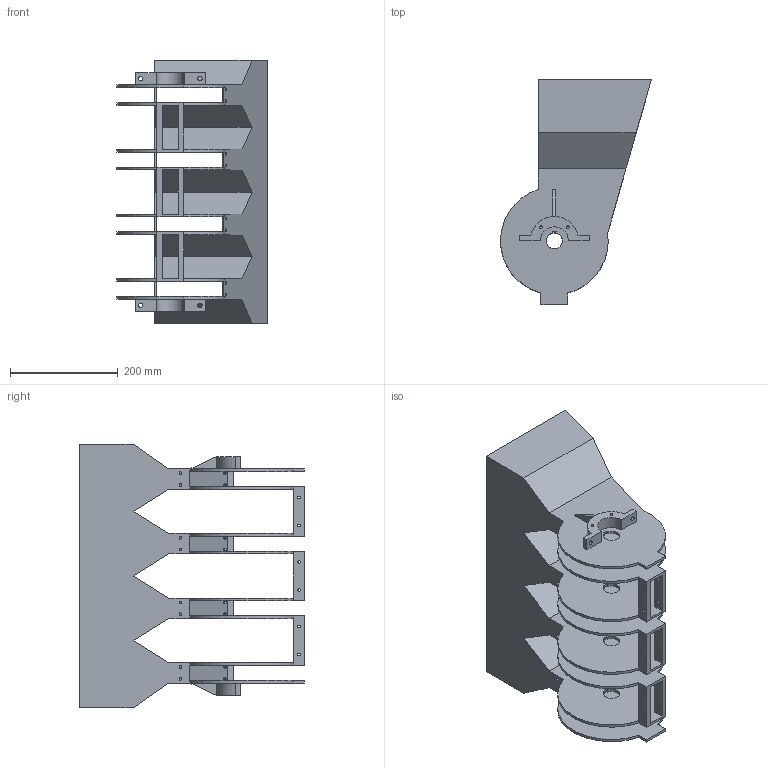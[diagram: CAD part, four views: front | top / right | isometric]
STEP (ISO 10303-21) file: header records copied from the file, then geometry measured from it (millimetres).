
FILE_DESCRIPTION( ('This file contains a STEP AP42 implementation' ,'as created by ZW3D STEP Interface translator.' ,'') ,'2;1' );
FILE_NAME( '蚾沓須.ipt.stp' ,'251027.114758', (''), ('ZWCAD Software Co.'), 'Version 1.0', 'ZW3D to STEP translator', '' );
FILE_SCHEMA(('AUTOMOTIVE_DESIGN { 1 0 10303 214 1 1 1 1 }'));
Length unit declared in the file: millimetre
Products named in the file (1): 0
Bounding box: 280.02 x 418 x 490 mm (x, y, z)
Volume: 3348299.6 mm3; surface area: 1335564.8 mm2
Topology: 1 solids, 1 shells, 178 faces, 606 edges, 420 vertices
Faces by surface type: plane 98, cylinder 80
Full cylindrical faces by diameter (mm): 5 x32, 8 x4, 30 x4
Entity records: 7132 total; most frequent: ORIENTED_EDGE 1212, CARTESIAN_POINT 1205, DIRECTION 1204, EDGE_CURVE 606, VERTEX_POINT 420, AXIS2_PLACEMENT_3D 419, VECTOR 366, LINE 366
